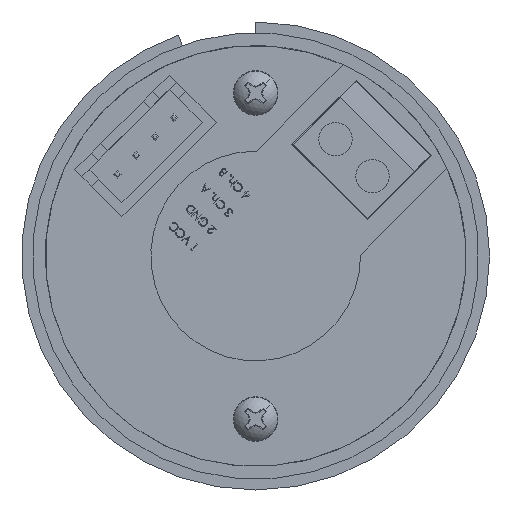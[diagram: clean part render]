
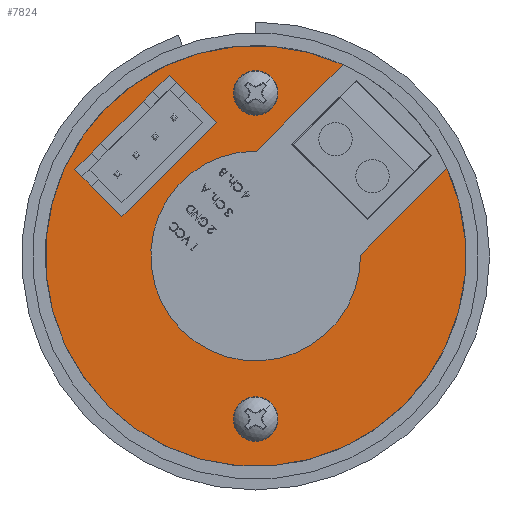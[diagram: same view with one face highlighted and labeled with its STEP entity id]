
A CAD part, left-side view. The second image highlights one B-rep face of the part: STEP entity #7824.
In plain terms, the highlighted planar face has unit normal (-1, 0, 0).
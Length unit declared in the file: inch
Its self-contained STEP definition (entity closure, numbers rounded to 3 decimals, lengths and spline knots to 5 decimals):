
#85 = EDGE_CURVE ( 'NONE', #21184, #23900, #476, .T. ) ;
#172 = DIRECTION ( 'NONE',  ( -1., 0., 0. ) ) ;
#292 = CARTESIAN_POINT ( 'NONE',  ( -3.41354, 1.44429, -0.22093 ) ) ;
#476 = CIRCLE ( 'NONE', #31806, 0.7875 ) ;
#506 = CARTESIAN_POINT ( 'NONE',  ( -3.41354, 0.77427, 0.06019 ) ) ;
#513 = LINE ( 'NONE', #18607, #15768 ) ;
#578 = ORIENTED_EDGE ( 'NONE', *, *, #11640, .F. ) ;
#587 = VECTOR ( 'NONE', #33175, 39.37008 ) ;
#1407 = LINE ( 'NONE', #32360, #30989 ) ;
#1840 = EDGE_CURVE ( 'NONE', #21594, #10810, #20079, .T. ) ;
#3438 = CARTESIAN_POINT ( 'NONE',  ( -3.41354, 1.7236, -0.50023 ) ) ;
#3468 = DIRECTION ( 'NONE',  ( 0., -0.707, -0.707 ) ) ;
#3689 = AXIS2_PLACEMENT_3D ( 'NONE', #4677, #24735, #7556 ) ;
#4036 = CARTESIAN_POINT ( 'NONE',  ( -3.41354, 1.16675, 0.05661 ) ) ;
#4331 = ORIENTED_EDGE ( 'NONE', *, *, #33034, .F. ) ;
#4612 = EDGE_CURVE ( 'NONE', #15652, #15470, #28569, .T. ) ;
#4677 = CARTESIAN_POINT ( 'NONE',  ( -3.41354, 1.16675, 0.05661 ) ) ;
#5739 = VERTEX_POINT ( 'NONE', #26475 ) ;
#5840 = EDGE_CURVE ( 'NONE', #31580, #25825, #513, .T. ) ;
#6255 = ORIENTED_EDGE ( 'NONE', *, *, #27961, .F. ) ;
#6370 = LINE ( 'NONE', #14934, #35114 ) ;
#6508 = CARTESIAN_POINT ( 'NONE',  ( -3.41354, 0.45051, 0.38395 ) ) ;
#6892 = DIRECTION ( 'NONE',  ( 0., -0.707, 0.707 ) ) ;
#7556 = DIRECTION ( 'NONE',  ( 0., -0.707, 0.707 ) ) ;
#7558 = FACE_BOUND ( 'NONE', #31091, .T. ) ;
#7663 = CARTESIAN_POINT ( 'NONE',  ( -3.41354, 1.78194, 0.31824 ) ) ;
#7771 = EDGE_CURVE ( 'NONE', #10810, #23900, #30431, .T. ) ;
#7824 = ADVANCED_FACE ( 'NONE', ( #7558, #15210 ), #26853, .T. ) ;
#9037 = EDGE_CURVE ( 'NONE', #33974, #5739, #17969, .T. ) ;
#9064 = ORIENTED_EDGE ( 'NONE', *, *, #32883, .F. ) ;
#9148 = VECTOR ( 'NONE', #17142, 39.37008 ) ;
#9232 = ORIENTED_EDGE ( 'NONE', *, *, #22879, .F. ) ;
#9827 = CARTESIAN_POINT ( 'NONE',  ( -3.41354, 1.16675, 0.05661 ) ) ;
#10055 = LINE ( 'NONE', #37195, #9148 ) ;
#10308 = VECTOR ( 'NONE', #28393, 39.37008 ) ;
#10320 = CARTESIAN_POINT ( 'NONE',  ( -3.41354, 1.58748, 0.63644 ) ) ;
#10810 = VERTEX_POINT ( 'NONE', #506 ) ;
#10859 = LINE ( 'NONE', #12899, #16737 ) ;
#11640 = EDGE_CURVE ( 'NONE', #19395, #29265, #30135, .T. ) ;
#12114 = EDGE_CURVE ( 'NONE', #14119, #22183, #1407, .T. ) ;
#12319 = CARTESIAN_POINT ( 'NONE',  ( -3.41354, 1.84381, 0.38011 ) ) ;
#12717 = DIRECTION ( 'NONE',  ( 0., -0.707, 0.707 ) ) ;
#12777 = EDGE_CURVE ( 'NONE', #24147, #33974, #10055, .T. ) ;
#12899 = CARTESIAN_POINT ( 'NONE',  ( -3.41354, 0.98998, 0.23339 ) ) ;
#13140 = AXIS2_PLACEMENT_3D ( 'NONE', #9827, #29872, #12717 ) ;
#13369 = ORIENTED_EDGE ( 'NONE', *, *, #4612, .F. ) ;
#13602 = VECTOR ( 'NONE', #14571, 39.37008 ) ;
#13719 = DIRECTION ( 'NONE',  ( 0., -0.707, 0.707 ) ) ;
#14054 = DIRECTION ( 'NONE',  ( 0., 0.707, -0.707 ) ) ;
#14119 = VERTEX_POINT ( 'NONE', #36420 ) ;
#14571 = DIRECTION ( 'NONE',  ( 0., 0.707, -0.707 ) ) ;
#14583 = CARTESIAN_POINT ( 'NONE',  ( -3.41354, 0.83942, 0.77286 ) ) ;
#14934 = CARTESIAN_POINT ( 'NONE',  ( -3.41354, 1.66703, 0.55689 ) ) ;
#15095 = CARTESIAN_POINT ( 'NONE',  ( -3.41354, 1.31348, 0.55689 ) ) ;
#15210 = FACE_OUTER_BOUND ( 'NONE', #34933, .T. ) ;
#15470 = VERTEX_POINT ( 'NONE', #19885 ) ;
#15652 = VERTEX_POINT ( 'NONE', #31728 ) ;
#15664 = VERTEX_POINT ( 'NONE', #14583 ) ;
#15768 = VECTOR ( 'NONE', #24322, 39.37008 ) ;
#16336 = ORIENTED_EDGE ( 'NONE', *, *, #20985, .F. ) ;
#16737 = VECTOR ( 'NONE', #30169, 39.37008 ) ;
#17142 = DIRECTION ( 'NONE',  ( 0., -0.707, -0.707 ) ) ;
#17324 = CARTESIAN_POINT ( 'NONE',  ( -3.41354, 1.16675, 0.05661 ) ) ;
#17969 = LINE ( 'NONE', #36822, #10308 ) ;
#18093 = ORIENTED_EDGE ( 'NONE', *, *, #12777, .F. ) ;
#18199 = DIRECTION ( 'NONE',  ( 0., 0.707, -0.707 ) ) ;
#18607 = CARTESIAN_POINT ( 'NONE',  ( -3.41354, 1.31348, 0.55689 ) ) ;
#18804 = CARTESIAN_POINT ( 'NONE',  ( -3.41354, 1.31348, 0.55689 ) ) ;
#19395 = VERTEX_POINT ( 'NONE', #31416 ) ;
#19624 = CIRCLE ( 'NONE', #13140, 0.7875 ) ;
#19735 = DIRECTION ( 'NONE',  ( 0., -0.707, 0.707 ) ) ;
#19885 = CARTESIAN_POINT ( 'NONE',  ( -3.41354, 1.49026, 0.73367 ) ) ;
#20079 = CIRCLE ( 'NONE', #21215, 0.3925 ) ;
#20203 = DIRECTION ( 'NONE',  ( 0., -0.707, 0.707 ) ) ;
#20725 = ORIENTED_EDGE ( 'NONE', *, *, #5840, .F. ) ;
#20985 = EDGE_CURVE ( 'NONE', #29265, #24147, #30001, .T. ) ;
#21007 = CARTESIAN_POINT ( 'NONE',  ( -3.41354, 1.84381, 0.38011 ) ) ;
#21053 = DIRECTION ( 'NONE',  ( 0., -0.707, 0.707 ) ) ;
#21150 = ORIENTED_EDGE ( 'NONE', *, *, #21865, .F. ) ;
#21184 = VERTEX_POINT ( 'NONE', #3438 ) ;
#21215 = AXIS2_PLACEMENT_3D ( 'NONE', #17324, #172, #20203 ) ;
#21324 = CARTESIAN_POINT ( 'NONE',  ( -3.41354, 1.16318, 0.4491 ) ) ;
#21461 = VECTOR ( 'NONE', #14054, 39.37008 ) ;
#21594 = VERTEX_POINT ( 'NONE', #292 ) ;
#21629 = ORIENTED_EDGE ( 'NONE', *, *, #12114, .F. ) ;
#21814 = CARTESIAN_POINT ( 'NONE',  ( -3.41354, 1.74658, 0.47734 ) ) ;
#21865 = EDGE_CURVE ( 'NONE', #25825, #15652, #10859, .T. ) ;
#22178 = EDGE_CURVE ( 'NONE', #32183, #21594, #28304, .T. ) ;
#22183 = VERTEX_POINT ( 'NONE', #10320 ) ;
#22343 = VECTOR ( 'NONE', #3468, 39.37008 ) ;
#22788 = VECTOR ( 'NONE', #21053, 39.37008 ) ;
#22879 = EDGE_CURVE ( 'NONE', #15470, #14119, #36756, .T. ) ;
#23060 = VECTOR ( 'NONE', #18199, 39.37008 ) ;
#23355 = CARTESIAN_POINT ( 'NONE',  ( -3.41354, 1.66703, 0.20334 ) ) ;
#23578 = EDGE_CURVE ( 'NONE', #15664, #21184, #19624, .T. ) ;
#23900 = VERTEX_POINT ( 'NONE', #6508 ) ;
#24068 = DIRECTION ( 'NONE',  ( -1., 0., 0. ) ) ;
#24147 = VERTEX_POINT ( 'NONE', #30487 ) ;
#24322 = DIRECTION ( 'NONE',  ( 0., 0.707, 0.707 ) ) ;
#24482 = EDGE_CURVE ( 'NONE', #22183, #29866, #31616, .T. ) ;
#24735 = DIRECTION ( 'NONE',  ( -1., 0., 0. ) ) ;
#25327 = CARTESIAN_POINT ( 'NONE',  ( -3.41354, 1.16675, 0.05661 ) ) ;
#25804 = CARTESIAN_POINT ( 'NONE',  ( -3.41354, 1.16318, 0.4491 ) ) ;
#25825 = VERTEX_POINT ( 'NONE', #26352 ) ;
#26352 = CARTESIAN_POINT ( 'NONE',  ( -3.41354, 1.42838, 0.67179 ) ) ;
#26434 = DIRECTION ( 'NONE',  ( 0., 0.707, -0.707 ) ) ;
#26475 = CARTESIAN_POINT ( 'NONE',  ( -3.41354, 1.66703, 0.20334 ) ) ;
#26700 = CARTESIAN_POINT ( 'NONE',  ( -3.41354, 1.84381, 0.38011 ) ) ;
#26717 = CARTESIAN_POINT ( 'NONE',  ( -3.41354, 0.77427, 0.06019 ) ) ;
#26853 = PLANE ( 'NONE',  #29908 ) ;
#27179 = LINE ( 'NONE', #33786, #34844 ) ;
#27884 = ORIENTED_EDGE ( 'NONE', *, *, #23578, .T. ) ;
#27961 = EDGE_CURVE ( 'NONE', #5739, #31580, #27179, .T. ) ;
#28304 = CIRCLE ( 'NONE', #3689, 0.3925 ) ;
#28393 = DIRECTION ( 'NONE',  ( 0., -0.707, -0.707 ) ) ;
#28569 = LINE ( 'NONE', #15095, #35315 ) ;
#29265 = VERTEX_POINT ( 'NONE', #21007 ) ;
#29599 = DIRECTION ( 'NONE',  ( 0., 0.707, 0.707 ) ) ;
#29866 = VERTEX_POINT ( 'NONE', #21814 ) ;
#29872 = DIRECTION ( 'NONE',  ( -1., 0., 0. ) ) ;
#29908 = AXIS2_PLACEMENT_3D ( 'NONE', #4036, #24068, #6892 ) ;
#29983 = ORIENTED_EDGE ( 'NONE', *, *, #1840, .F. ) ;
#30001 = LINE ( 'NONE', #23355, #22343 ) ;
#30065 = ORIENTED_EDGE ( 'NONE', *, *, #24482, .F. ) ;
#30135 = LINE ( 'NONE', #12319, #587 ) ;
#30169 = DIRECTION ( 'NONE',  ( 0., 0.707, 0.707 ) ) ;
#30431 = LINE ( 'NONE', #26717, #22788 ) ;
#30477 = ORIENTED_EDGE ( 'NONE', *, *, #85, .T. ) ;
#30487 = CARTESIAN_POINT ( 'NONE',  ( -3.41354, 1.81729, 0.3536 ) ) ;
#30835 = ORIENTED_EDGE ( 'NONE', *, *, #22178, .F. ) ;
#30989 = VECTOR ( 'NONE', #35227, 39.37008 ) ;
#31091 = EDGE_LOOP ( 'NONE', ( #9232, #13369, #21150, #20725, #6255, #33480, #18093, #16336, #578, #4331, #30065, #21629 ) ) ;
#31113 = DIRECTION ( 'NONE',  ( -1., 0., 0. ) ) ;
#31219 = CARTESIAN_POINT ( 'NONE',  ( -3.41354, 1.84381, 0.38011 ) ) ;
#31416 = CARTESIAN_POINT ( 'NONE',  ( -3.41354, 1.78194, 0.44199 ) ) ;
#31580 = VERTEX_POINT ( 'NONE', #18804 ) ;
#31616 = LINE ( 'NONE', #26700, #23060 ) ;
#31728 = CARTESIAN_POINT ( 'NONE',  ( -3.41354, 1.46374, 0.70715 ) ) ;
#31806 = AXIS2_PLACEMENT_3D ( 'NONE', #25327, #31113, #19735 ) ;
#32183 = VERTEX_POINT ( 'NONE', #21324 ) ;
#32360 = CARTESIAN_POINT ( 'NONE',  ( -3.41354, 1.66703, 0.55689 ) ) ;
#32883 = EDGE_CURVE ( 'NONE', #15664, #32183, #36463, .T. ) ;
#33034 = EDGE_CURVE ( 'NONE', #29866, #19395, #6370, .T. ) ;
#33175 = DIRECTION ( 'NONE',  ( 0., 0.707, -0.707 ) ) ;
#33480 = ORIENTED_EDGE ( 'NONE', *, *, #9037, .F. ) ;
#33786 = CARTESIAN_POINT ( 'NONE',  ( -3.41354, 1.66703, 0.20334 ) ) ;
#33974 = VERTEX_POINT ( 'NONE', #7663 ) ;
#34844 = VECTOR ( 'NONE', #13719, 39.37008 ) ;
#34933 = EDGE_LOOP ( 'NONE', ( #37179, #29983, #30835, #9064, #27884, #30477 ) ) ;
#35114 = VECTOR ( 'NONE', #26434, 39.37008 ) ;
#35227 = DIRECTION ( 'NONE',  ( 0., 0.707, -0.707 ) ) ;
#35315 = VECTOR ( 'NONE', #29599, 39.37008 ) ;
#36420 = CARTESIAN_POINT ( 'NONE',  ( -3.41354, 1.55213, 0.67179 ) ) ;
#36463 = LINE ( 'NONE', #25804, #13602 ) ;
#36756 = LINE ( 'NONE', #31219, #21461 ) ;
#36822 = CARTESIAN_POINT ( 'NONE',  ( -3.41354, 1.66703, 0.20334 ) ) ;
#37179 = ORIENTED_EDGE ( 'NONE', *, *, #7771, .F. ) ;
#37195 = CARTESIAN_POINT ( 'NONE',  ( -3.41354, 1.34353, -0.12016 ) ) ;
